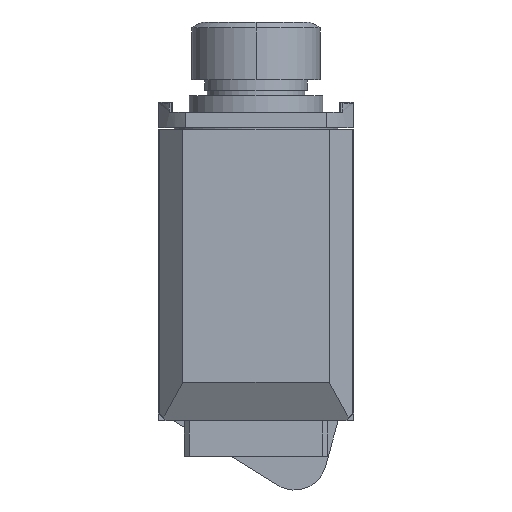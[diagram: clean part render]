
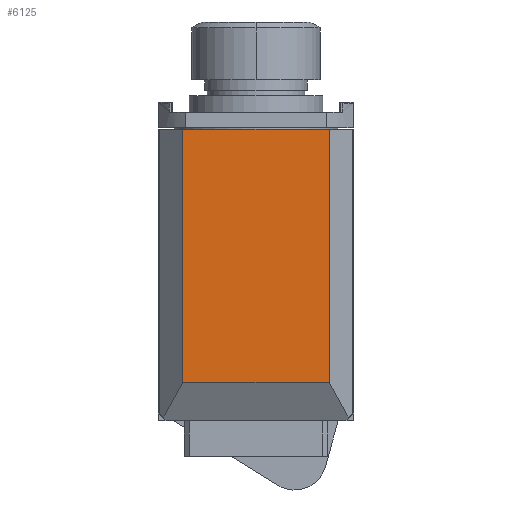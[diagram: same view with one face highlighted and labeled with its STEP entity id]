
A CAD part, left-side view. The second image highlights one B-rep face of the part: STEP entity #6125.
In plain terms, the highlighted planar face has unit normal (-1, 0, 0).
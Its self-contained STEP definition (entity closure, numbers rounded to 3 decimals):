
#1508=DIRECTION('',(0.,1.,0.));
#1509=VECTOR('',#1508,57.);
#1510=CARTESIAN_POINT('',(-165.,-28.5,-40.5));
#1511=LINE('',#1510,#1509);
#1512=DIRECTION('',(0.,0.,1.));
#1513=VECTOR('',#1512,98.5);
#1514=CARTESIAN_POINT('',(-165.,28.5,-40.5));
#1515=LINE('',#1514,#1513);
#1516=DIRECTION('',(0.,-1.,0.));
#1517=VECTOR('',#1516,57.);
#1518=CARTESIAN_POINT('',(-165.,28.5,58.));
#1519=LINE('',#1518,#1517);
#1520=DIRECTION('',(0.,0.,1.));
#1521=VECTOR('',#1520,98.5);
#1522=CARTESIAN_POINT('',(-165.,-28.5,-40.5));
#1523=LINE('',#1522,#1521);
#4059=CARTESIAN_POINT('',(-165.,28.5,58.));
#4060=CARTESIAN_POINT('',(-165.,-28.5,58.));
#4061=VERTEX_POINT('',#4059);
#4062=VERTEX_POINT('',#4060);
#4063=CARTESIAN_POINT('',(-165.,-28.5,-40.5));
#4064=CARTESIAN_POINT('',(-165.,28.5,-40.5));
#4065=VERTEX_POINT('',#4063);
#4066=VERTEX_POINT('',#4064);
#6114=CARTESIAN_POINT('',(-165.,0.,0.));
#6115=DIRECTION('',(1.,0.,0.));
#6116=DIRECTION('',(0.,1.,0.));
#6117=AXIS2_PLACEMENT_3D('',#6114,#6115,#6116);
#6118=PLANE('',#6117);
#6119=ORIENTED_EDGE('',*,*,#6082,.T.);
#6120=ORIENTED_EDGE('',*,*,#6095,.T.);
#6121=ORIENTED_EDGE('',*,*,#5928,.T.);
#6122=ORIENTED_EDGE('',*,*,#6065,.F.);
#6123=EDGE_LOOP('',(#6119,#6120,#6121,#6122));
#6124=FACE_OUTER_BOUND('',#6123,.F.);
#6125=ADVANCED_FACE('',(#6124),#6118,.F.);
#5928=EDGE_CURVE('',#4061,#4062,#1519,.T.);
#6065=EDGE_CURVE('',#4065,#4062,#1523,.T.);
#6082=EDGE_CURVE('',#4065,#4066,#1511,.T.);
#6095=EDGE_CURVE('',#4066,#4061,#1515,.T.);
